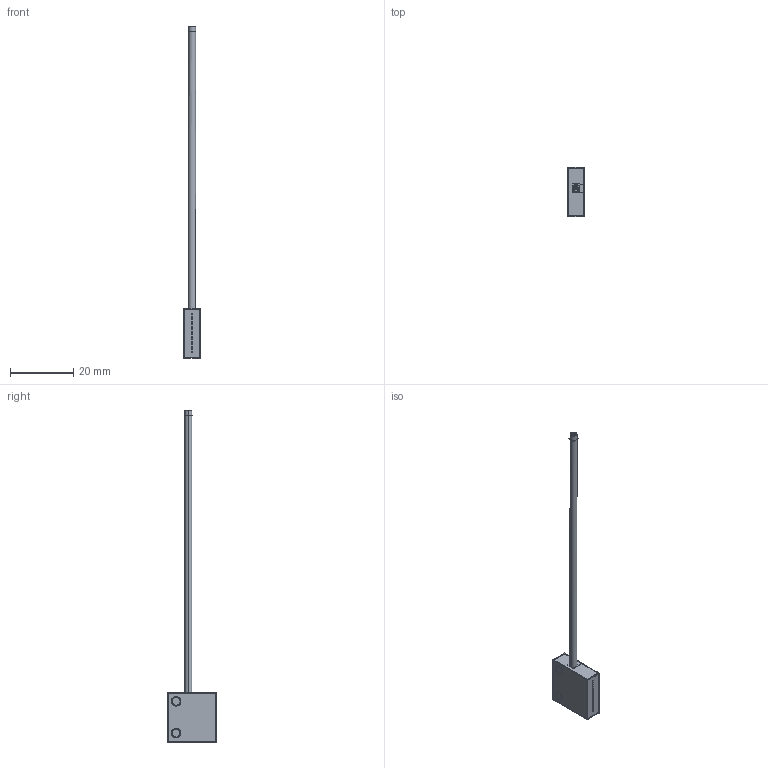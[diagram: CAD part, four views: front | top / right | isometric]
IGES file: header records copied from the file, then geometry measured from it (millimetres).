
Start section:  PTC IGES file: 193971.igs
Global section: file name: 193971.igs; native system: Creo Parametric by Parametric Technology Corporation; preprocessor: 2013230; author: pdmadmin; organization: Unknown; date: 20160309.123954; units: millimetre
Bounding box: 5.2 x 15.61 x 104.75 mm (x, y, z)
Volume: 1385.4 mm3; surface area: 15789.6 mm2
Topology: 26 solids, 28 shells, 426 faces, 2036 edges, 2596 vertices
Faces by surface type: revolution 232, bspline 194
